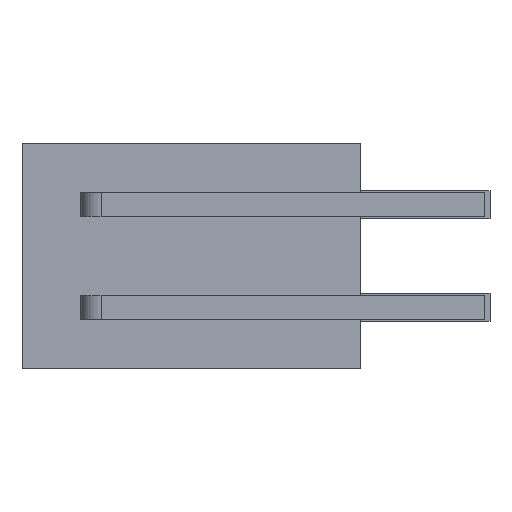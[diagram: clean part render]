
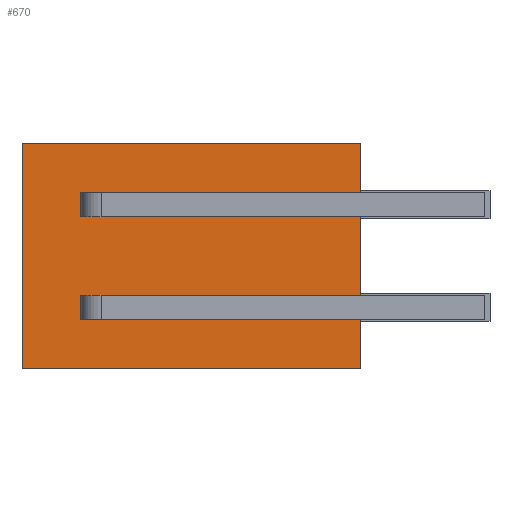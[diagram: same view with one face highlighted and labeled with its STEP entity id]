
A CAD part, front view. The second image highlights one B-rep face of the part: STEP entity #670.
In plain terms, the highlighted planar face has unit normal (0, -1, 0).
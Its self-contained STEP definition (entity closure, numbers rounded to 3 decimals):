
#670=ADVANCED_FACE('',(#1881,#1882,#1883,#1884,#1885,#1886,#1887),#1888,.F.);
#888=VERTEX_POINT('',#2171);
#890=VERTEX_POINT('',#2173);
#892=EDGE_CURVE('',#888,#890,#2175,.T.);
#920=VERTEX_POINT('',#2203);
#922=EDGE_CURVE('',#920,#888,#2205,.T.);
#940=VERTEX_POINT('',#2223);
#942=EDGE_CURVE('',#890,#940,#2225,.T.);
#966=EDGE_CURVE('',#940,#920,#2249,.T.);
#968=VERTEX_POINT('',#2251);
#970=VERTEX_POINT('',#2253);
#972=EDGE_CURVE('',#968,#970,#2255,.T.);
#1000=VERTEX_POINT('',#2283);
#1002=EDGE_CURVE('',#1000,#968,#2285,.T.);
#1020=VERTEX_POINT('',#2303);
#1022=EDGE_CURVE('',#970,#1020,#2305,.T.);
#1046=EDGE_CURVE('',#1020,#1000,#2329,.T.);
#1048=VERTEX_POINT('',#2331);
#1050=VERTEX_POINT('',#2333);
#1052=EDGE_CURVE('',#1048,#1050,#2335,.T.);
#1080=VERTEX_POINT('',#2363);
#1082=EDGE_CURVE('',#1080,#1048,#2365,.T.);
#1100=VERTEX_POINT('',#2383);
#1102=EDGE_CURVE('',#1050,#1100,#2385,.T.);
#1126=EDGE_CURVE('',#1100,#1080,#2409,.T.);
#1128=VERTEX_POINT('',#2411);
#1130=VERTEX_POINT('',#2413);
#1132=EDGE_CURVE('',#1128,#1130,#2415,.T.);
#1134=VERTEX_POINT('',#2417);
#1136=EDGE_CURVE('',#1134,#1130,#2419,.T.);
#1138=VERTEX_POINT('',#2421);
#1140=EDGE_CURVE('',#1138,#1134,#2423,.T.);
#1142=EDGE_CURVE('',#1128,#1138,#2425,.T.);
#1144=VERTEX_POINT('',#2427);
#1146=VERTEX_POINT('',#2429);
#1148=EDGE_CURVE('',#1144,#1146,#2431,.T.);
#1150=VERTEX_POINT('',#2433);
#1152=EDGE_CURVE('',#1146,#1150,#2435,.T.);
#1154=VERTEX_POINT('',#2437);
#1156=EDGE_CURVE('',#1150,#1154,#2439,.T.);
#1158=EDGE_CURVE('',#1154,#1144,#2441,.T.);
#1160=VERTEX_POINT('',#2443);
#1162=VERTEX_POINT('',#2445);
#1164=EDGE_CURVE('',#1160,#1162,#2447,.T.);
#1166=VERTEX_POINT('',#2449);
#1168=EDGE_CURVE('',#1162,#1166,#2451,.T.);
#1170=VERTEX_POINT('',#2453);
#1172=EDGE_CURVE('',#1166,#1170,#2455,.T.);
#1174=EDGE_CURVE('',#1170,#1160,#2457,.T.);
#1176=VERTEX_POINT('',#2459);
#1178=VERTEX_POINT('',#2461);
#1180=EDGE_CURVE('',#1176,#1178,#2463,.T.);
#1182=VERTEX_POINT('',#2465);
#1184=EDGE_CURVE('',#1178,#1182,#2467,.T.);
#1186=VERTEX_POINT('',#2469);
#1188=EDGE_CURVE('',#1182,#1186,#2471,.T.);
#1190=EDGE_CURVE('',#1186,#1176,#2473,.T.);
#1881=FACE_OUTER_BOUND('',#3166,.T.);
#1882=FACE_BOUND('',#3167,.T.);
#1883=FACE_BOUND('',#3168,.T.);
#1884=FACE_BOUND('',#3169,.T.);
#1885=FACE_BOUND('',#3170,.T.);
#1886=FACE_BOUND('',#3171,.T.);
#1887=FACE_BOUND('',#3172,.T.);
#1888=PLANE('',#3173);
#2171=CARTESIAN_POINT('',(0.2,6.18,-1.57));
#2173=CARTESIAN_POINT('',(-0.2,6.18,-1.57));
#2175=LINE('',#3551,#3552);
#2203=CARTESIAN_POINT('',(0.2,6.18,-0.97));
#2205=LINE('',#3595,#3596);
#2223=CARTESIAN_POINT('',(-0.2,6.18,-0.97));
#2225=LINE('',#3626,#3627);
#2249=LINE('',#3667,#3668);
#2251=CARTESIAN_POINT('',(2.74,6.18,-1.57));
#2253=CARTESIAN_POINT('',(2.34,6.18,-1.57));
#2255=LINE('',#3675,#3676);
#2283=CARTESIAN_POINT('',(2.74,6.18,-0.97));
#2285=LINE('',#3719,#3720);
#2303=CARTESIAN_POINT('',(2.34,6.18,-0.97));
#2305=LINE('',#3750,#3751);
#2329=LINE('',#3791,#3792);
#2331=CARTESIAN_POINT('',(-2.34,6.18,-1.57));
#2333=CARTESIAN_POINT('',(-2.74,6.18,-1.57));
#2335=LINE('',#3799,#3800);
#2363=CARTESIAN_POINT('',(-2.34,6.18,-0.97));
#2365=LINE('',#3843,#3844);
#2383=CARTESIAN_POINT('',(-2.74,6.18,-0.97));
#2385=LINE('',#3874,#3875);
#2409=LINE('',#3915,#3916);
#2411=CARTESIAN_POINT('',(-4.2,6.18,2.8));
#2413=CARTESIAN_POINT('',(-4.2,6.18,-2.8));
#2415=LINE('',#3923,#3924);
#2417=CARTESIAN_POINT('',(4.2,6.18,-2.8));
#2419=LINE('',#3929,#3930);
#2421=CARTESIAN_POINT('',(4.2,6.18,2.8));
#2423=LINE('',#3935,#3936);
#2425=LINE('',#3939,#3940);
#2427=CARTESIAN_POINT('',(0.2,6.18,1.57));
#2429=CARTESIAN_POINT('',(0.2,6.18,0.97));
#2431=LINE('',#3947,#3948);
#2433=CARTESIAN_POINT('',(-0.2,6.18,0.97));
#2435=LINE('',#3953,#3954);
#2437=CARTESIAN_POINT('',(-0.2,6.18,1.57));
#2439=LINE('',#3959,#3960);
#2441=LINE('',#3963,#3964);
#2443=CARTESIAN_POINT('',(2.74,6.18,1.57));
#2445=CARTESIAN_POINT('',(2.74,6.18,0.97));
#2447=LINE('',#3971,#3972);
#2449=CARTESIAN_POINT('',(2.34,6.18,0.97));
#2451=LINE('',#3977,#3978);
#2453=CARTESIAN_POINT('',(2.34,6.18,1.57));
#2455=LINE('',#3983,#3984);
#2457=LINE('',#3987,#3988);
#2459=CARTESIAN_POINT('',(-2.34,6.18,1.57));
#2461=CARTESIAN_POINT('',(-2.34,6.18,0.97));
#2463=LINE('',#3995,#3996);
#2465=CARTESIAN_POINT('',(-2.74,6.18,0.97));
#2467=LINE('',#4001,#4002);
#2469=CARTESIAN_POINT('',(-2.74,6.18,1.57));
#2471=LINE('',#4007,#4008);
#2473=LINE('',#4011,#4012);
#3166=EDGE_LOOP('',(#5247,#5248,#5249,#5250));
#3167=EDGE_LOOP('',(#5251,#5252,#5253,#5254));
#3168=EDGE_LOOP('',(#5255,#5256,#5257,#5258));
#3169=EDGE_LOOP('',(#5259,#5260,#5261,#5262));
#3170=EDGE_LOOP('',(#5263,#5264,#5265,#5266));
#3171=EDGE_LOOP('',(#5267,#5268,#5269,#5270));
#3172=EDGE_LOOP('',(#5271,#5272,#5273,#5274));
#3173=AXIS2_PLACEMENT_3D('',#5275,#5276,#5277);
#3551=CARTESIAN_POINT('',(1.162,6.18,-1.57));
#3552=VECTOR('',#5899,1.0);
#3595=CARTESIAN_POINT('',(0.2,6.18,-0.785));
#3596=VECTOR('',#5911,1.0);
#3626=CARTESIAN_POINT('',(-0.2,6.18,-0.785));
#3627=VECTOR('',#5919,1.0);
#3667=CARTESIAN_POINT('',(1.162,6.18,-0.97));
#3668=VECTOR('',#5930,1.0);
#3675=CARTESIAN_POINT('',(2.147,6.18,-1.57));
#3676=VECTOR('',#5931,1.0);
#3719=CARTESIAN_POINT('',(2.74,6.18,-0.785));
#3720=VECTOR('',#5943,1.0);
#3750=CARTESIAN_POINT('',(2.34,6.18,-0.785));
#3751=VECTOR('',#5951,1.0);
#3791=CARTESIAN_POINT('',(2.147,6.18,-0.97));
#3792=VECTOR('',#5962,1.0);
#3799=CARTESIAN_POINT('',(0.197,6.18,-1.57));
#3800=VECTOR('',#5963,1.0);
#3843=CARTESIAN_POINT('',(-2.34,6.18,-0.785));
#3844=VECTOR('',#5975,1.0);
#3874=CARTESIAN_POINT('',(-2.74,6.18,-0.785));
#3875=VECTOR('',#5983,1.0);
#3915=CARTESIAN_POINT('',(0.197,6.18,-0.97));
#3916=VECTOR('',#5994,1.0);
#3923=CARTESIAN_POINT('',(-4.2,6.18,0.0));
#3924=VECTOR('',#5995,1.0);
#3929=CARTESIAN_POINT('',(0.0,6.18,-2.8));
#3930=VECTOR('',#5996,1.0);
#3935=CARTESIAN_POINT('',(4.2,6.18,0.0));
#3936=VECTOR('',#5997,1.0);
#3939=CARTESIAN_POINT('',(0.0,6.18,2.8));
#3940=VECTOR('',#5998,1.0);
#3947=CARTESIAN_POINT('',(0.2,6.18,0.485));
#3948=VECTOR('',#5999,1.0);
#3953=CARTESIAN_POINT('',(1.162,6.18,0.97));
#3954=VECTOR('',#6000,1.0);
#3959=CARTESIAN_POINT('',(-0.2,6.18,0.485));
#3960=VECTOR('',#6001,1.0);
#3963=CARTESIAN_POINT('',(1.162,6.18,1.57));
#3964=VECTOR('',#6002,1.0);
#3971=CARTESIAN_POINT('',(2.74,6.18,0.485));
#3972=VECTOR('',#6003,1.0);
#3977=CARTESIAN_POINT('',(2.147,6.18,0.97));
#3978=VECTOR('',#6004,1.0);
#3983=CARTESIAN_POINT('',(2.34,6.18,0.485));
#3984=VECTOR('',#6005,1.0);
#3987=CARTESIAN_POINT('',(2.147,6.18,1.57));
#3988=VECTOR('',#6006,1.0);
#3995=CARTESIAN_POINT('',(-2.34,6.18,0.485));
#3996=VECTOR('',#6007,1.0);
#4001=CARTESIAN_POINT('',(0.197,6.18,0.97));
#4002=VECTOR('',#6008,1.0);
#4007=CARTESIAN_POINT('',(-2.74,6.18,0.485));
#4008=VECTOR('',#6009,1.0);
#4011=CARTESIAN_POINT('',(0.197,6.18,1.57));
#4012=VECTOR('',#6010,1.0);
#5247=ORIENTED_EDGE('',*,*,#1132,.T.);
#5248=ORIENTED_EDGE('',*,*,#1136,.F.);
#5249=ORIENTED_EDGE('',*,*,#1140,.F.);
#5250=ORIENTED_EDGE('',*,*,#1142,.F.);
#5251=ORIENTED_EDGE('',*,*,#922,.T.);
#5252=ORIENTED_EDGE('',*,*,#892,.T.);
#5253=ORIENTED_EDGE('',*,*,#942,.T.);
#5254=ORIENTED_EDGE('',*,*,#966,.T.);
#5255=ORIENTED_EDGE('',*,*,#1002,.T.);
#5256=ORIENTED_EDGE('',*,*,#972,.T.);
#5257=ORIENTED_EDGE('',*,*,#1022,.T.);
#5258=ORIENTED_EDGE('',*,*,#1046,.T.);
#5259=ORIENTED_EDGE('',*,*,#1082,.T.);
#5260=ORIENTED_EDGE('',*,*,#1052,.T.);
#5261=ORIENTED_EDGE('',*,*,#1102,.T.);
#5262=ORIENTED_EDGE('',*,*,#1126,.T.);
#5263=ORIENTED_EDGE('',*,*,#1148,.T.);
#5264=ORIENTED_EDGE('',*,*,#1152,.T.);
#5265=ORIENTED_EDGE('',*,*,#1156,.T.);
#5266=ORIENTED_EDGE('',*,*,#1158,.T.);
#5267=ORIENTED_EDGE('',*,*,#1164,.T.);
#5268=ORIENTED_EDGE('',*,*,#1168,.T.);
#5269=ORIENTED_EDGE('',*,*,#1172,.T.);
#5270=ORIENTED_EDGE('',*,*,#1174,.T.);
#5271=ORIENTED_EDGE('',*,*,#1180,.T.);
#5272=ORIENTED_EDGE('',*,*,#1184,.T.);
#5273=ORIENTED_EDGE('',*,*,#1188,.T.);
#5274=ORIENTED_EDGE('',*,*,#1190,.T.);
#5275=CARTESIAN_POINT('',(0.0,6.18,0.0));
#5276=DIRECTION('',(0.0,1.0,0.0));
#5277=DIRECTION('',(1.0,0.0,-0.0));
#5899=DIRECTION('',(-1.0,0.0,0.0));
#5911=DIRECTION('',(0.0,0.0,-1.0));
#5919=DIRECTION('',(0.0,0.0,1.0));
#5930=DIRECTION('',(1.0,0.0,0.0));
#5931=DIRECTION('',(-1.0,0.0,0.0));
#5943=DIRECTION('',(0.0,0.0,-1.0));
#5951=DIRECTION('',(0.0,0.0,1.0));
#5962=DIRECTION('',(1.0,0.0,0.0));
#5963=DIRECTION('',(-1.0,0.0,0.0));
#5975=DIRECTION('',(0.0,0.0,-1.0));
#5983=DIRECTION('',(0.0,0.0,1.0));
#5994=DIRECTION('',(1.0,0.0,0.0));
#5995=DIRECTION('',(0.0,0.0,-1.0));
#5996=DIRECTION('',(-1.0,0.0,0.0));
#5997=DIRECTION('',(0.0,0.0,-1.0));
#5998=DIRECTION('',(1.0,0.0,0.0));
#5999=DIRECTION('',(0.0,0.0,-1.0));
#6000=DIRECTION('',(-1.0,0.0,0.0));
#6001=DIRECTION('',(0.0,0.0,1.0));
#6002=DIRECTION('',(1.0,0.0,0.0));
#6003=DIRECTION('',(0.0,0.0,-1.0));
#6004=DIRECTION('',(-1.0,0.0,0.0));
#6005=DIRECTION('',(0.0,0.0,1.0));
#6006=DIRECTION('',(1.0,0.0,0.0));
#6007=DIRECTION('',(0.0,0.0,-1.0));
#6008=DIRECTION('',(-1.0,0.0,0.0));
#6009=DIRECTION('',(0.0,0.0,1.0));
#6010=DIRECTION('',(1.0,0.0,0.0));
